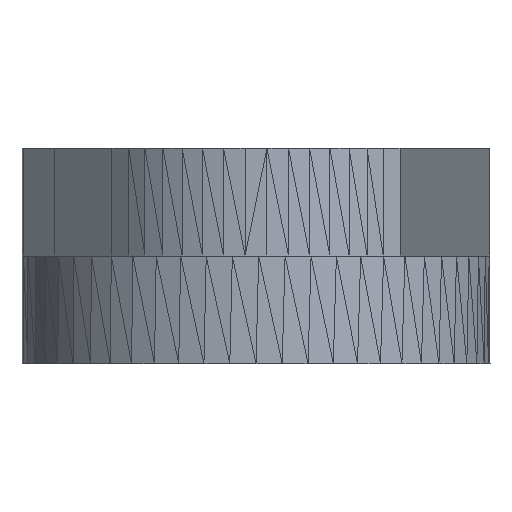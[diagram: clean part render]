
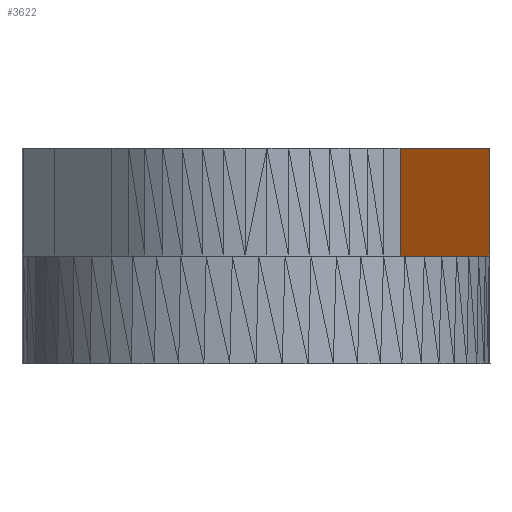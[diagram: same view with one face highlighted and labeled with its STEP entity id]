
A CAD part, left-side view. The second image highlights one B-rep face of the part: STEP entity #3622.
In plain terms, the highlighted planar face has unit normal (-0.09, -0.996, 0).
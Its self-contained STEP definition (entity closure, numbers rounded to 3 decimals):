
#31=PLANE('',#3895);
#284=FACE_OUTER_BOUND('',#542,.T.);
#542=EDGE_LOOP('',(#2798,#2799,#2800,#2801));
#862=LINE('',#5326,#1369);
#957=LINE('',#5523,#1464);
#974=LINE('',#5556,#1481);
#976=LINE('',#5559,#1483);
#1369=VECTOR('',#4225,10.);
#1464=VECTOR('',#4344,10.);
#1481=VECTOR('',#4363,10.);
#1483=VECTOR('',#4367,10.);
#1883=VERTEX_POINT('',#5323);
#1884=VERTEX_POINT('',#5325);
#1973=VERTEX_POINT('',#5520);
#1974=VERTEX_POINT('',#5522);
#2147=EDGE_CURVE('',#1883,#1884,#862,.T.);
#2246=EDGE_CURVE('',#1974,#1973,#957,.T.);
#2263=EDGE_CURVE('',#1973,#1884,#974,.T.);
#2265=EDGE_CURVE('',#1974,#1883,#976,.T.);
#2798=ORIENTED_EDGE('',*,*,#2263,.T.);
#2799=ORIENTED_EDGE('',*,*,#2147,.F.);
#2800=ORIENTED_EDGE('',*,*,#2265,.F.);
#2801=ORIENTED_EDGE('',*,*,#2246,.T.);
#3622=ADVANCED_FACE('',(#284),#31,.T.);
#3895=AXIS2_PLACEMENT_3D('',#5558,#4365,#4366);
#4225=DIRECTION('',(0.996,-0.09,0.));
#4344=DIRECTION('',(0.996,-0.09,0.));
#4363=DIRECTION('',(0.,0.,1.));
#4365=DIRECTION('center_axis',(-0.09,-0.996,0.));
#4366=DIRECTION('ref_axis',(0.,0.,-1.));
#4367=DIRECTION('',(0.,0.,1.));
#5323=CARTESIAN_POINT('',(-13.997,-1.999,3.));
#5325=CARTESIAN_POINT('',(-0.289,-3.236,3.));
#5326=CARTESIAN_POINT('',(-9.287,-2.424,3.));
#5520=CARTESIAN_POINT('',(-0.289,-3.236,1.5));
#5522=CARTESIAN_POINT('',(-13.997,-1.999,1.5));
#5523=CARTESIAN_POINT('',(-13.997,-1.999,1.5));
#5556=CARTESIAN_POINT('',(-0.289,-3.236,2.25));
#5558=CARTESIAN_POINT('Origin',(-13.997,-1.999,1.5));
#5559=CARTESIAN_POINT('',(-13.997,-1.999,1.5));
